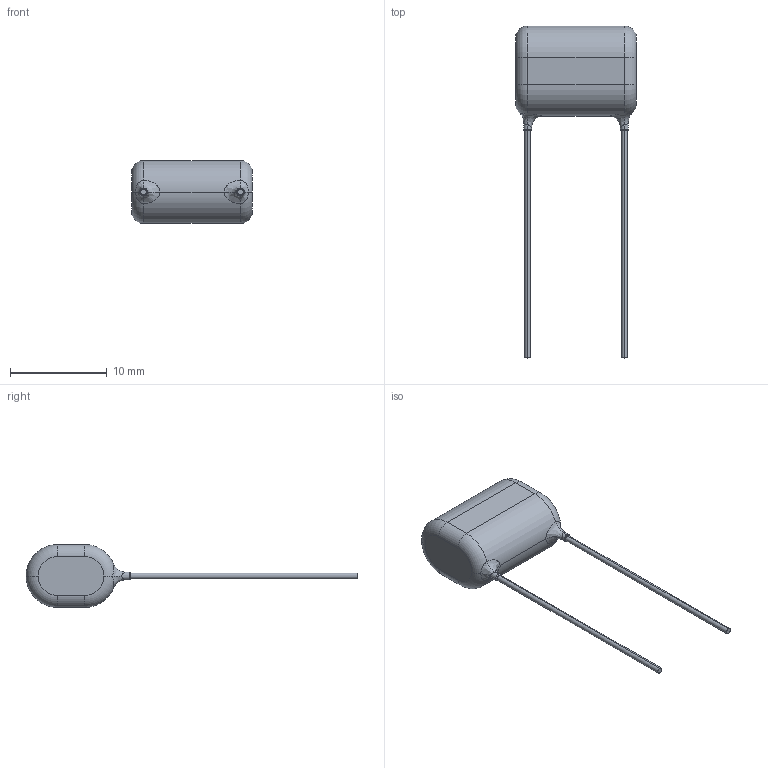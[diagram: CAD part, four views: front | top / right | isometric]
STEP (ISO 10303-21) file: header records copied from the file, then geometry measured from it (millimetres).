
FILE_DESCRIPTION (( 'STEP AP214' ), '1' );
FILE_NAME ('ECWF6203HL.STEP', '2021-05-26T09:47:15', ( '' ), ( '' ), 'SwSTEP 2.0', 'SolidWorks 2020', '' );
FILE_SCHEMA (( 'AUTOMOTIVE_DESIGN' ));
Length unit declared in the file: millimetre
Products named in the file (1): ECWF6203HL
Bounding box: 12.5 x 34.3 x 6.5 mm (x, y, z)
Volume: 642.2 mm3; surface area: 495.7 mm2
Topology: 3 solids, 3 shells, 46 faces, 94 edges, 54 vertices
Faces by surface type: cylinder 12, torus 12, plane 10, bspline 8, cone 4
Entity records: 1610 total; most frequent: CARTESIAN_POINT 611, DIRECTION 212, ORIENTED_EDGE 188, AXIS2_PLACEMENT_3D 95, EDGE_CURVE 94, CIRCLE 56, VERTEX_POINT 54, FACE_OUTER_BOUND 46
